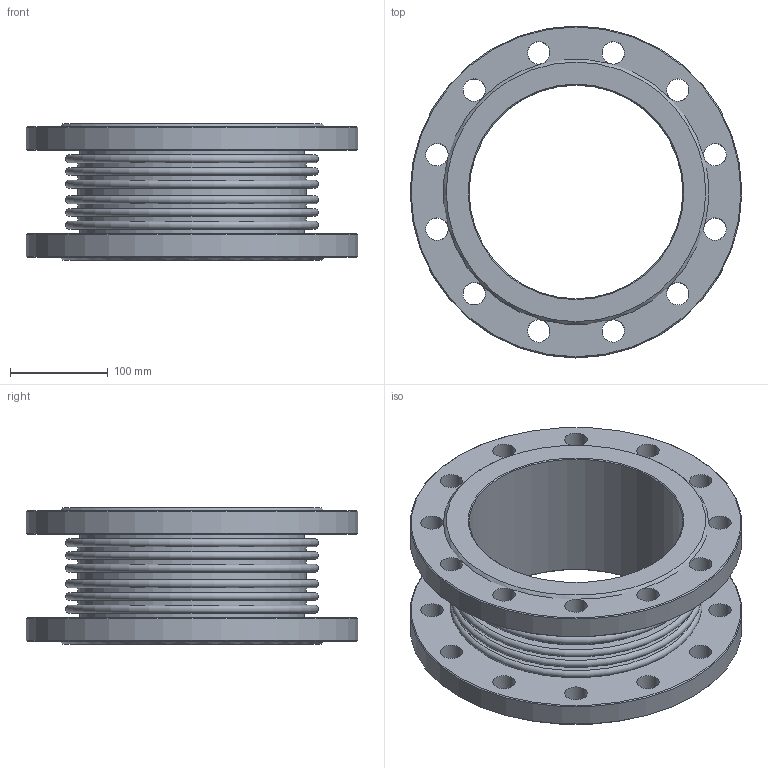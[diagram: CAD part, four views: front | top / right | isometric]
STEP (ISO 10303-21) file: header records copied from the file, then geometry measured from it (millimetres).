
FILE_DESCRIPTION(/* description */ (''),/* implementation_level */ '2;1');
FILE_NAME(/* name */ 'DN200_3D_STEP.stp',/* time_stamp */ '2024-01-27T18:00:54+03:00',/* author */ ('igorr'),/* organization */ (''),/* preprocessor_version */ 'ST-DEVELOPER v19.2',/* originating_system */ 'Autodesk Inventor 2023',/* authorisation */ '');
FILE_SCHEMA (('AUTOMOTIVE_DESIGN { 1 0 10303 214 3 1 1 }'));
Length unit declared in the file: millimetre
Products named in the file (1): Деталь1
Bounding box: 340 x 340 x 140 mm (x, y, z)
Volume: 3303810.9 mm3; surface area: 542533.8 mm2
Topology: 1 solids, 1 shells, 66 faces, 190 edges, 118 vertices
Faces by surface type: cylinder 34, plane 18, cone 8, torus 6
Full cylindrical faces by diameter (mm): 23 x24, 219 x1, 230 x2, 234.114 x5, 340 x2
Entity records: 2436 total; most frequent: DIRECTION 472, ORIENTED_EDGE 380, CARTESIAN_POINT 375, AXIS2_PLACEMENT_3D 215, EDGE_CURVE 190, CIRCLE 148, VERTEX_POINT 118, EDGE_LOOP 108
